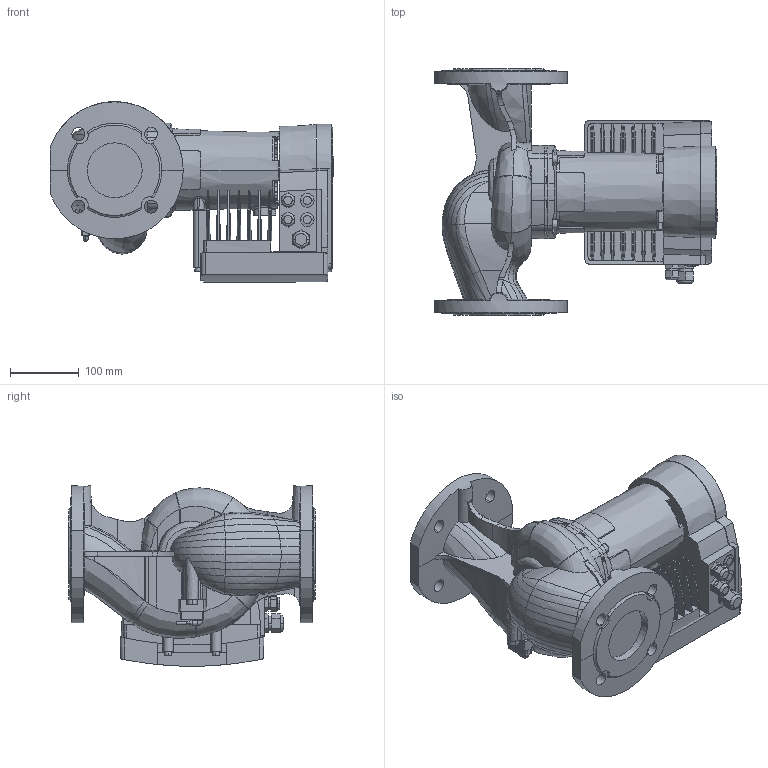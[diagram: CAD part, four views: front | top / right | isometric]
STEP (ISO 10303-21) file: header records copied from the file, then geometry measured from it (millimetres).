
FILE_DESCRIPTION (( 'STEP AP214' ), '1' );
FILE_NAME ('ModulA 80-8 360 RED PN6.STEP', '2014-07-15T11:17:51', ( '' ), ( '' ), 'SwSTEP 2.0', 'SolidWorks 2011', '' );
FILE_SCHEMA (( 'AUTOMOTIVE_DESIGN' ));
Length unit declared in the file: millimetre
Products named in the file (1): ModulA 80-8 360 RED PN6
Bounding box: 413.6 x 360 x 263.5 mm (x, y, z)
Volume: 11855706.1 mm3; surface area: 986619.7 mm2
Topology: 12 solids, 12 shells, 1441 faces, 3833 edges, 2446 vertices
Faces by surface type: bspline 489, plane 476, cylinder 301, cone 133, torus 38, sphere 4
Entity records: 103702 total; most frequent: CARTESIAN_POINT 56496, ORIENTED_EDGE 7596, DIRECTION 4790, EDGE_CURVE 3798, VERTEX_POINT 2446, AXIS2_PLACEMENT_3D 1704, EDGE_LOOP 1530, B_SPLINE_CURVE_WITH_KNOTS 1493
